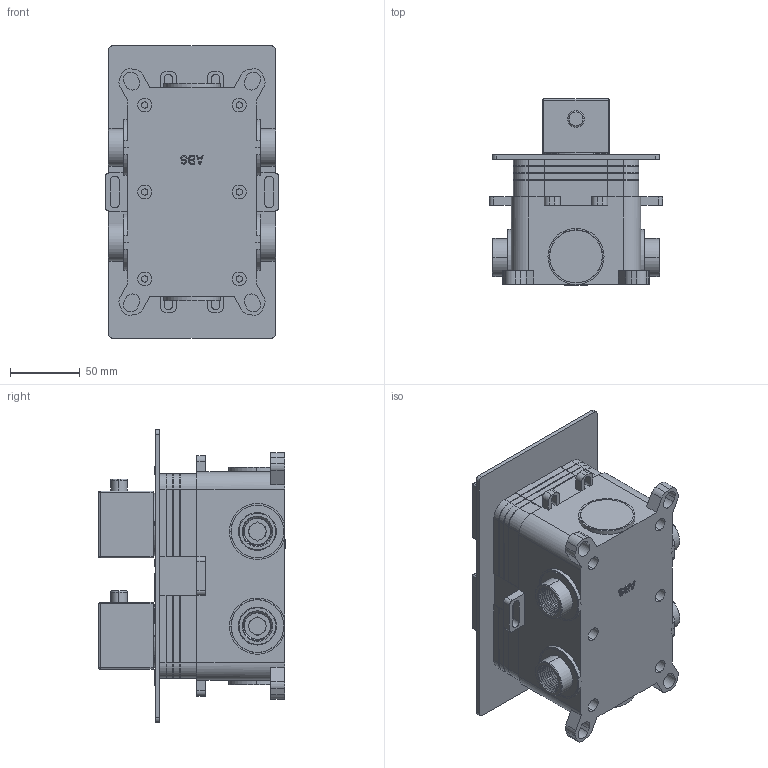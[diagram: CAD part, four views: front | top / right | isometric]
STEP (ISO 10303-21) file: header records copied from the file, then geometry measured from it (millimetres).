
FILE_DESCRIPTION((''),'2;1');
FILE_NAME('HS30009CP','2021-09-24T',('Administrator'),(''),'CREO PARAMETRIC BY PTC INC, 2014190','CREO PARAMETRIC BY PTC INC, 2014190','');
FILE_SCHEMA(('CONFIG_CONTROL_DESIGN'));
Products named in the file (1): HS30009CP
Bounding box: 124.5 x 134 x 210 mm (x, y, z)
Volume: 739478 mm3; surface area: 300955.2 mm2
Topology: 1 solids, 3 shells, 1777 faces, 4825 edges, 3174 vertices
Faces by surface type: plane 1240, cylinder 393, bspline 80, torus 40, cone 16, sphere 8
Entity records: 67306 total; most frequent: CARTESIAN_POINT 22460, ORIENTED_EDGE 9650, DIRECTION 8652, EDGE_CURVE 4825, VECTOR 3746, LINE 3746, VERTEX_POINT 3174, AXIS2_PLACEMENT_3D 2453
